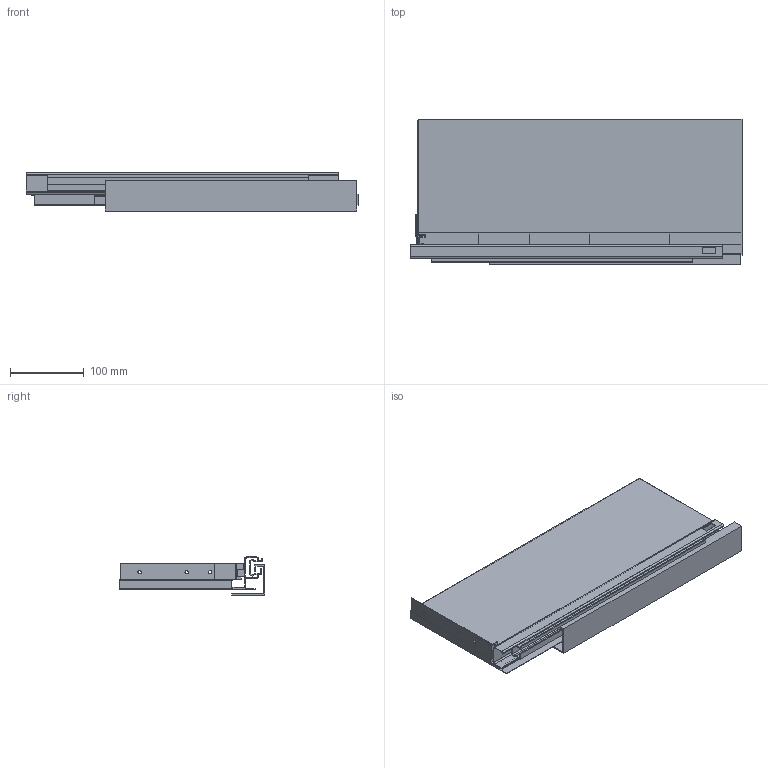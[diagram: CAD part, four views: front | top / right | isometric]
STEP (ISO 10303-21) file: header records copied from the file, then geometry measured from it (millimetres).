
FILE_DESCRIPTION (( 'STEP AP214' ), '1' );
FILE_NAME ('F000200,F000234,F000268-CLOSED_RIGHT_3D.step', '2022-10-10T14:40:28', ( '' ), ( '' ), 'SwSTEP 2.0', 'SolidWorks 2020', '' );
FILE_SCHEMA (( 'AUTOMOTIVE_DESIGN' ));
Length unit declared in the file: millimetre
Products named in the file (6): RiexTrack-400,450,500-VNEJSI-PRAVY; NU70,NU80-450-STREDNI; RiexTrack-450_CLOSED_RIGHT_3D; RiexTrack Bocnice-450-H185-PRAVA; F000200,F000234,F000268-CLOSED_RIGHT_3D; NU70,NU80-450-VNITRNI_PRAVY
Assembly tree (5 placements, depth 3):
  F000200,F000234,F000268-CLOSED_RIGHT_3D
    RiexTrack-450_CLOSED_RIGHT_3D
      RiexTrack-400,450,500-VNEJSI-PRAVY
      NU70,NU80-450-STREDNI
      NU70,NU80-450-VNITRNI_PRAVY
    RiexTrack Bocnice-450-H185-PRAVA
Bounding box: 451.5 x 198.5 x 51.7 mm (x, y, z)
Volume: 260884.2 mm3; surface area: 527662 mm2
Topology: 8 solids, 8 shells, 298 faces, 777 edges, 496 vertices
Faces by surface type: plane 150, cylinder 88, cone 60
Entity records: 9501 total; most frequent: DIRECTION 1631, CARTESIAN_POINT 1580, ORIENTED_EDGE 1554, EDGE_CURVE 777, AXIS2_PLACEMENT_3D 547, LINE 537, VECTOR 537, VERTEX_POINT 496
